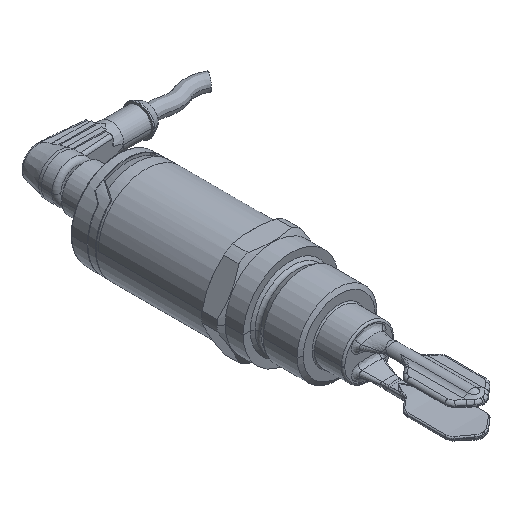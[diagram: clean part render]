
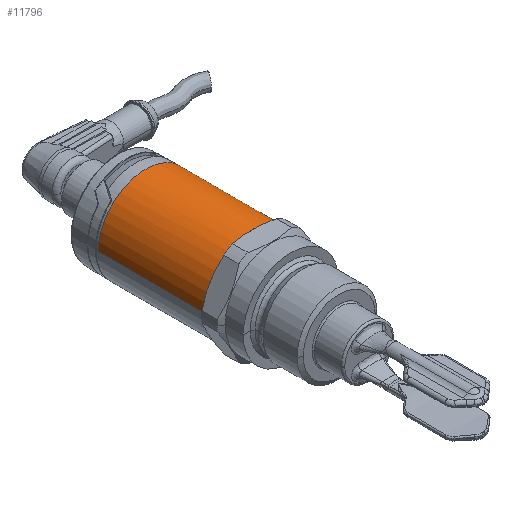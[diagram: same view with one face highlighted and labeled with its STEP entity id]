
A CAD part, isometric view. The second image highlights one B-rep face of the part: STEP entity #11796.
In plain terms, the highlighted cylindrical face has radius 15.75 mm (diameter 31.5 mm), a partial arc.
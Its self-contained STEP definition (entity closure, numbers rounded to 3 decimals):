
#435=CARTESIAN_POINT('',(0.,31.9,0.));
#436=DIRECTION('',(0.,1.,0.));
#437=DIRECTION('',(-1.,0.,0.));
#438=AXIS2_PLACEMENT_3D('',#435,#436,#437);
#641=CARTESIAN_POINT('',(0.,66.9,0.));
#642=DIRECTION('',(0.,1.,0.));
#643=DIRECTION('',(1.,0.,0.));
#644=AXIS2_PLACEMENT_3D('',#641,#642,#643);
#646=CARTESIAN_POINT('',(10.946,66.9,-11.325));
#647=CARTESIAN_POINT('',(10.902,66.976,-11.367));
#648=CARTESIAN_POINT('',(10.813,67.129,-11.452));
#649=CARTESIAN_POINT('',(10.679,67.363,-11.579));
#650=CARTESIAN_POINT('',(10.586,67.521,-11.659));
#651=CARTESIAN_POINT('',(10.54,67.6,-11.7));
#713=CARTESIAN_POINT('',(10.54,67.6,11.7));
#714=CARTESIAN_POINT('',(10.586,67.521,11.659));
#715=CARTESIAN_POINT('',(10.679,67.363,11.579));
#716=CARTESIAN_POINT('',(10.813,67.13,11.452));
#717=CARTESIAN_POINT('',(10.902,66.976,11.367));
#718=CARTESIAN_POINT('',(10.946,66.9,11.325));
#720=CARTESIAN_POINT('',(0.,66.9,0.));
#721=DIRECTION('',(0.,-1.,0.));
#722=DIRECTION('',(0.695,0.,0.719));
#723=AXIS2_PLACEMENT_3D('',#720,#721,#722);
#725=DIRECTION('',(0.,-1.,0.));
#726=VECTOR('',#725,35.);
#727=CARTESIAN_POINT('',(15.75,66.9,0.));
#728=LINE('',#727,#726);
#729=DIRECTION('',(0.,1.,0.));
#730=VECTOR('',#729,35.);
#731=CARTESIAN_POINT('',(-15.75,31.9,0.));
#732=LINE('',#731,#730);
#746=CARTESIAN_POINT('',(0.,67.6,0.));
#747=DIRECTION('',(0.,-1.,0.));
#748=DIRECTION('',(0.669,0.,-0.743));
#749=AXIS2_PLACEMENT_3D('',#746,#747,#748);
#9669=CARTESIAN_POINT('',(-15.75,31.9,0.));
#9670=VERTEX_POINT('',#9669);
#9671=CARTESIAN_POINT('',(15.75,31.9,0.));
#9672=VERTEX_POINT('',#9671);
#10351=CARTESIAN_POINT('',(10.54,67.6,11.7));
#10353=VERTEX_POINT('',#10351);
#10388=CARTESIAN_POINT('',(10.54,67.6,
-11.7));
#10389=VERTEX_POINT('',#10388);
#10766=CARTESIAN_POINT('',(10.946,66.9,11.325));
#10767=CARTESIAN_POINT('',(-15.75,66.9,0.));
#10768=VERTEX_POINT('',#10766);
#10769=VERTEX_POINT('',#10767);
#10770=CARTESIAN_POINT('',(15.75,66.9,0.));
#10771=CARTESIAN_POINT('',(10.946,66.9,-11.325));
#10772=VERTEX_POINT('',#10770);
#10773=VERTEX_POINT('',#10771);
#11780=CARTESIAN_POINT('',(0.,33.4,0.));
#11781=DIRECTION('',(0.,-1.,0.));
#11782=DIRECTION('',(-1.,0.,0.));
#11783=AXIS2_PLACEMENT_3D('',#11780,#11781,#11782);
#11784=CYLINDRICAL_SURFACE('',#11783,15.75);
#11785=ORIENTED_EDGE('',*,*,#11763,.F.);
#11786=ORIENTED_EDGE('',*,*,#11761,.F.);
#11788=ORIENTED_EDGE('',*,*,#11787,.F.);
#11789=ORIENTED_EDGE('',*,*,#11745,.F.);
#11790=ORIENTED_EDGE('',*,*,#11743,.F.);
#11791=ORIENTED_EDGE('',*,*,#11768,.T.);
#11792=ORIENTED_EDGE('',*,*,#11536,.F.);
#11793=ORIENTED_EDGE('',*,*,#11765,.T.);
#11794=EDGE_LOOP('',(#11785,#11786,#11788,#11789,#11790,#11791,#11792,#11793));
#11795=FACE_OUTER_BOUND('',#11794,.F.);
#11796=ADVANCED_FACE('',(#11795),#11784,.T.);
#439=CIRCLE('',#438,15.75);
#645=CIRCLE('',#644,15.75);
#652=B_SPLINE_CURVE_WITH_KNOTS('',3,(#646,#647,#648,#649,#650,#651),
.UNSPECIFIED.,.F.,.F.,(4,1,1,4),(0.,0.333,0.667,1.),
.UNSPECIFIED.);
#719=B_SPLINE_CURVE_WITH_KNOTS('',3,(#713,#714,#715,#716,#717,#718),
.UNSPECIFIED.,.F.,.F.,(4,1,1,4),(0.,0.333,0.667,1.),
.UNSPECIFIED.);
#724=CIRCLE('',#723,15.75);
#750=CIRCLE('',#749,15.75);
#11536=EDGE_CURVE('',#9670,#9672,#439,.T.);
#11743=EDGE_CURVE('',#10772,#10773,#645,.T.);
#11745=EDGE_CURVE('',#10773,#10389,#652,.T.);
#11761=EDGE_CURVE('',#10353,#10768,#719,.T.);
#11763=EDGE_CURVE('',#10768,#10769,#724,.T.);
#11765=EDGE_CURVE('',#9670,#10769,#732,.T.);
#11768=EDGE_CURVE('',#10772,#9672,#728,.T.);
#11787=EDGE_CURVE('',#10389,#10353,#750,.T.);
